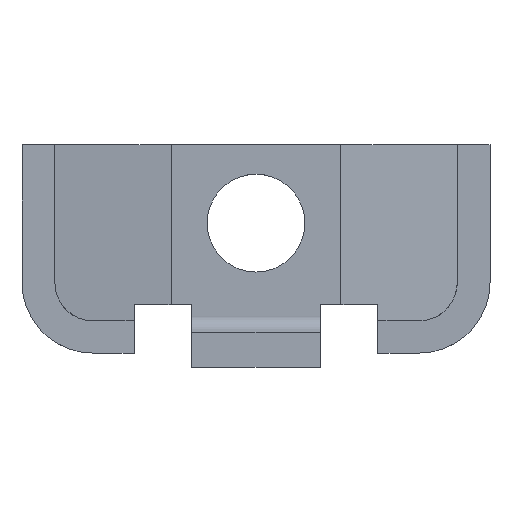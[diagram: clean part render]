
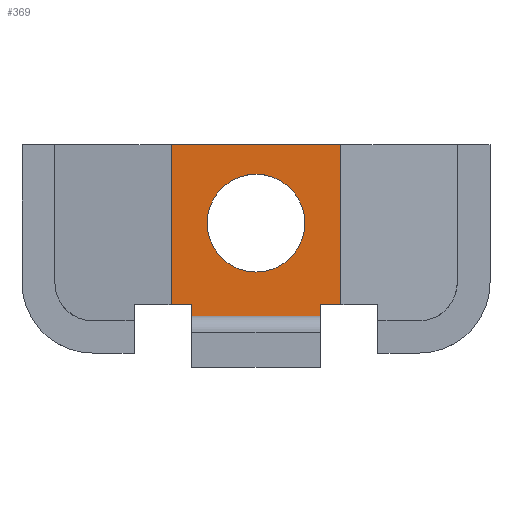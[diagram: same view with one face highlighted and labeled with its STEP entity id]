
A CAD part, top view. The second image highlights one B-rep face of the part: STEP entity #369.
In plain terms, the highlighted planar face has unit normal (0, 0, 1).
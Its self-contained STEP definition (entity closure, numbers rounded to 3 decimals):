
#300=FACE_BOUND('',#486,.T.);
#301=FACE_BOUND('',#487,.T.);
#329=CIRCLE('',#1256,1.525);
#369=ADVANCED_FACE('',(#300,#301),#406,.T.);
#406=PLANE('',#1257);
#486=EDGE_LOOP('',(#698));
#487=EDGE_LOOP('',(#699,#700,#701,#702,#703,#704,#705,#706));
#698=ORIENTED_EDGE('',*,*,#934,.T.);
#699=ORIENTED_EDGE('',*,*,#933,.T.);
#700=ORIENTED_EDGE('',*,*,#837,.T.);
#701=ORIENTED_EDGE('',*,*,#935,.T.);
#702=ORIENTED_EDGE('',*,*,#936,.T.);
#703=ORIENTED_EDGE('',*,*,#892,.T.);
#704=ORIENTED_EDGE('',*,*,#896,.T.);
#705=ORIENTED_EDGE('',*,*,#924,.T.);
#706=ORIENTED_EDGE('',*,*,#931,.F.);
#751=VERTEX_POINT('',#1527);
#752=VERTEX_POINT('',#1529);
#791=VERTEX_POINT('',#1634);
#793=VERTEX_POINT('',#1639);
#797=VERTEX_POINT('',#1648);
#813=VERTEX_POINT('',#1702);
#816=VERTEX_POINT('',#1716);
#817=VERTEX_POINT('',#1723);
#818=VERTEX_POINT('',#1725);
#837=EDGE_CURVE('',#752,#751,#958,.T.);
#892=EDGE_CURVE('',#791,#793,#1006,.T.);
#896=EDGE_CURVE('',#793,#797,#1009,.T.);
#924=EDGE_CURVE('',#797,#813,#1034,.T.);
#931=EDGE_CURVE('',#816,#813,#1039,.T.);
#933=EDGE_CURVE('',#816,#752,#1041,.T.);
#934=EDGE_CURVE('',#817,#817,#329,.T.);
#935=EDGE_CURVE('',#751,#818,#1042,.T.);
#936=EDGE_CURVE('',#818,#791,#1043,.T.);
#958=LINE('',#1528,#1062);
#1006=LINE('',#1640,#1110);
#1009=LINE('',#1649,#1113);
#1034=LINE('',#1703,#1138);
#1039=LINE('',#1717,#1143);
#1041=LINE('',#1720,#1145);
#1042=LINE('',#1724,#1146);
#1043=LINE('',#1726,#1147);
#1062=VECTOR('',#1293,1.);
#1110=VECTOR('',#1385,1.);
#1113=VECTOR('',#1392,1.);
#1138=VECTOR('',#1443,1.);
#1143=VECTOR('',#1460,1.);
#1145=VECTOR('',#1464,1.);
#1146=VECTOR('',#1469,1.);
#1147=VECTOR('',#1470,1.);
#1256=AXIS2_PLACEMENT_3D('',#1722,#1467,#1468);
#1257=AXIS2_PLACEMENT_3D('',#1727,#1471,#1472);
#1293=DIRECTION('',(0.,-1.,0.));
#1385=DIRECTION('',(1.,0.,0.));
#1392=DIRECTION('',(0.,1.,0.));
#1443=DIRECTION('',(-1.,0.,0.));
#1460=DIRECTION('',(0.,1.,0.));
#1464=DIRECTION('',(1.,0.,0.));
#1467=DIRECTION('',(0.,0.,-1.));
#1468=DIRECTION('',(1.,0.,0.));
#1469=DIRECTION('',(1.,0.,0.));
#1470=DIRECTION('',(0.,1.,0.));
#1471=DIRECTION('',(0.,0.,1.));
#1472=DIRECTION('',(-1.,0.,0.));
#1527=CARTESIAN_POINT('',(-2.,0.55,0.5));
#1528=CARTESIAN_POINT('',(-2.,0.9,0.5));
#1529=CARTESIAN_POINT('',(-2.,0.9,0.5));
#1634=CARTESIAN_POINT('',(2.,0.9,0.5));
#1639=CARTESIAN_POINT('',(2.65,0.9,0.5));
#1640=CARTESIAN_POINT('',(2.,0.9,0.5));
#1648=CARTESIAN_POINT('',(2.65,5.9,0.5));
#1649=CARTESIAN_POINT('',(2.65,0.9,0.5));
#1702=CARTESIAN_POINT('',(-2.65,5.9,0.5));
#1703=CARTESIAN_POINT('',(2.65,5.9,0.5));
#1716=CARTESIAN_POINT('',(-2.65,0.9,0.5));
#1717=CARTESIAN_POINT('',(-2.65,0.9,0.5));
#1720=CARTESIAN_POINT('',(-2.65,0.9,0.5));
#1722=CARTESIAN_POINT('',(0.,3.45,0.5));
#1723=CARTESIAN_POINT('',(1.525,3.45,0.5));
#1724=CARTESIAN_POINT('',(-2.,0.55,0.5));
#1725=CARTESIAN_POINT('',(2.,0.55,0.5));
#1726=CARTESIAN_POINT('',(2.,0.55,0.5));
#1727=CARTESIAN_POINT('',(-2.65,0.,0.5));
